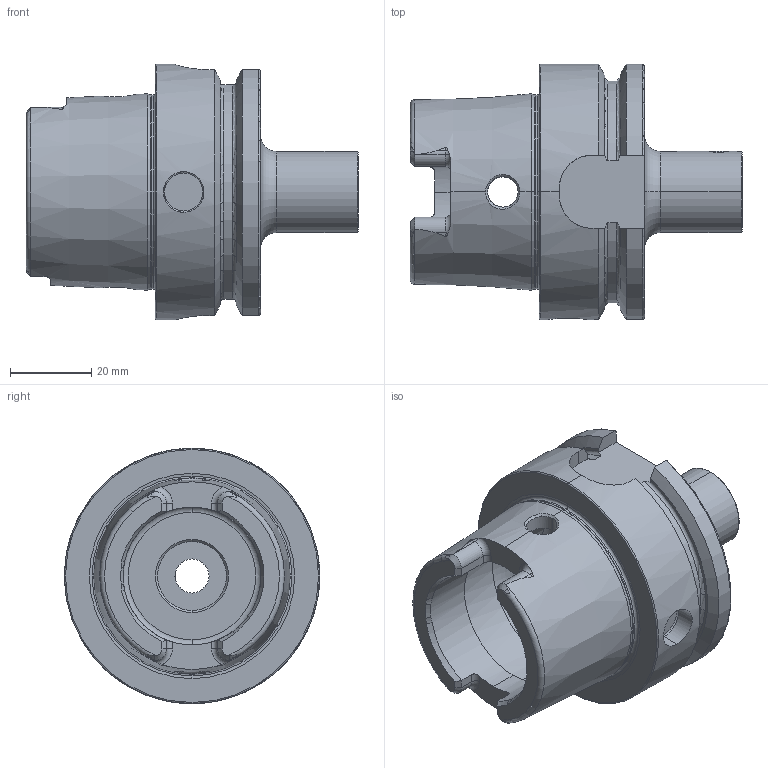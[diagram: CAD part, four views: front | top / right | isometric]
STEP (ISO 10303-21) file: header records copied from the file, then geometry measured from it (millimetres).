
FILE_DESCRIPTION (( 'STEP AP203' ), '1' );
FILE_NAME ('HA6.MB1.K01.050.STEP', '2013-09-25T13:37:46', ( 'baer' ), ( 'Hewlett-Packard Company' ), 'SwSTEP 2.0', 'SolidWorks 2012', '' );
FILE_SCHEMA (( 'CONFIG_CONTROL_DESIGN' ));
Length unit declared in the file: millimetre
Products named in the file (3): HA6-MB1.K01.050_A_Fertigbearbeitung; MB1-ER1.001.006_A; HA6.MB1.K01.050
Assembly tree (2 placements, depth 2):
  HA6.MB1.K01.050
    HA6-MB1.K01.050_A_Fertigbearbeitung
    MB1-ER1.001.006_A
Bounding box: 81.9 x 63 x 63 mm (x, y, z)
Volume: 86997.2 mm3; surface area: 24535.1 mm2
Topology: 2 solids, 2 shells, 228 faces, 596 edges, 374 vertices
Faces by surface type: cylinder 64, plane 62, cone 49, torus 37, bspline 16
Entity records: 9015 total; most frequent: CARTESIAN_POINT 3344, ORIENTED_EDGE 1188, DIRECTION 1062, EDGE_CURVE 594, AXIS2_PLACEMENT_3D 434, VERTEX_POINT 374, EDGE_LOOP 240, FACE_OUTER_BOUND 228
